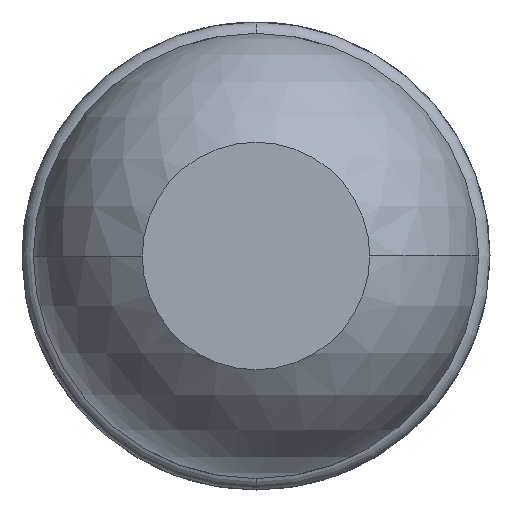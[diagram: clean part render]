
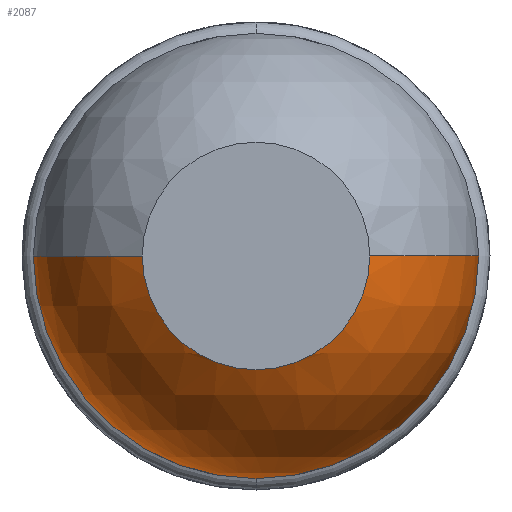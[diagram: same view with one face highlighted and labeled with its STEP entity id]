
A CAD part, front view. The second image highlights one B-rep face of the part: STEP entity #2087.
In plain terms, the highlighted spherical face has radius 0.685 mm.
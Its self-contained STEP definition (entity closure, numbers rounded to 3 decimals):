
#42 = CIRCLE ( 'NONE', #1296, 0.685 ) ;
#57 = EDGE_CURVE ( 'NONE', #3179, #3349, #42, .T. ) ;
#367 = CIRCLE ( 'NONE', #1272, 0.685 ) ;
#401 = CARTESIAN_POINT ( 'NONE',  ( 0., -26.411, 0. ) ) ;
#443 = CARTESIAN_POINT ( 'NONE',  ( 0., -26.411, 0. ) ) ;
#661 = ORIENTED_EDGE ( 'NONE', *, *, #57, .F. ) ;
#702 = AXIS2_PLACEMENT_3D ( 'NONE', #2147, #1723, #3354 ) ;
#741 = DIRECTION ( 'NONE',  ( 0., 0., -1. ) ) ;
#788 = AXIS2_PLACEMENT_3D ( 'NONE', #3154, #1556, #4741 ) ;
#879 = EDGE_CURVE ( 'NONE', #4495, #2429, #1022, .T. ) ;
#943 = CIRCLE ( 'NONE', #788, 0.685 ) ;
#1022 = CIRCLE ( 'NONE', #3778, 0.35 ) ;
#1272 = AXIS2_PLACEMENT_3D ( 'NONE', #443, #3243, #4771 ) ;
#1287 = ORIENTED_EDGE ( 'NONE', *, *, #4504, .F. ) ;
#1296 = AXIS2_PLACEMENT_3D ( 'NONE', #401, #3115, #2389 ) ;
#1534 = AXIS2_PLACEMENT_3D ( 'NONE', #3592, #741, #4707 ) ;
#1546 = SPHERICAL_SURFACE ( 'NONE', #1534, 0.685 ) ;
#1549 = CARTESIAN_POINT ( 'NONE',  ( 0.35, -27., 0. ) ) ;
#1556 = DIRECTION ( 'NONE',  ( 0., 1., 0. ) ) ;
#1685 = CIRCLE ( 'NONE', #2372, 0.35 ) ;
#1723 = DIRECTION ( 'NONE',  ( 0., 0., -1. ) ) ;
#1893 = CARTESIAN_POINT ( 'NONE',  ( 0., -27., 0. ) ) ;
#2051 = ORIENTED_EDGE ( 'NONE', *, *, #3155, .F. ) ;
#2069 = CARTESIAN_POINT ( 'NONE',  ( -0.685, -26.411, 0. ) ) ;
#2087 = ADVANCED_FACE ( 'Defeature ausgef�hrt1_32', ( #2283 ), #1546, .T. ) ;
#2147 = CARTESIAN_POINT ( 'NONE',  ( 0., -26.411, 0. ) ) ;
#2201 = CIRCLE ( 'NONE', #702, 0.685 ) ;
#2283 = FACE_OUTER_BOUND ( 'NONE', #2388, .T. ) ;
#2372 = AXIS2_PLACEMENT_3D ( 'NONE', #1893, #5066, #4344 ) ;
#2388 = EDGE_LOOP ( 'NONE', ( #2470, #3132, #1287, #4168, #661, #2051 ) ) ;
#2389 = DIRECTION ( 'NONE',  ( 1., 0., 0. ) ) ;
#2391 = VERTEX_POINT ( 'NONE', #4129 ) ;
#2429 = VERTEX_POINT ( 'NONE', #2720 ) ;
#2470 = ORIENTED_EDGE ( 'NONE', *, *, #879, .F. ) ;
#2720 = CARTESIAN_POINT ( 'NONE',  ( 0., -27., -0.35 ) ) ;
#3115 = DIRECTION ( 'NONE',  ( 0., 0., 1. ) ) ;
#3132 = ORIENTED_EDGE ( 'NONE', *, *, #4643, .T. ) ;
#3154 = CARTESIAN_POINT ( 'NONE',  ( 0., -26.411, 0. ) ) ;
#3155 = EDGE_CURVE ( 'NONE', #2429, #3179, #1685, .T. ) ;
#3179 = VERTEX_POINT ( 'NONE', #1549 ) ;
#3243 = DIRECTION ( 'NONE',  ( 0., 1., 0. ) ) ;
#3319 = CARTESIAN_POINT ( 'NONE',  ( 0., -27., 0. ) ) ;
#3349 = VERTEX_POINT ( 'NONE', #4915 ) ;
#3354 = DIRECTION ( 'NONE',  ( -1., 0., 0. ) ) ;
#3592 = CARTESIAN_POINT ( 'NONE',  ( 0., -26.411, 0. ) ) ;
#3778 = AXIS2_PLACEMENT_3D ( 'NONE', #3319, #4178, #4123 ) ;
#4123 = DIRECTION ( 'NONE',  ( 0., 0., -1. ) ) ;
#4129 = CARTESIAN_POINT ( 'NONE',  ( 0., -26.411, -0.685 ) ) ;
#4168 = ORIENTED_EDGE ( 'NONE', *, *, #4240, .F. ) ;
#4178 = DIRECTION ( 'NONE',  ( 0., -1., 0. ) ) ;
#4240 = EDGE_CURVE ( 'NONE', #3349, #2391, #367, .T. ) ;
#4344 = DIRECTION ( 'NONE',  ( 0., 0., -1. ) ) ;
#4495 = VERTEX_POINT ( 'NONE', #5127 ) ;
#4504 = EDGE_CURVE ( 'NONE', #2391, #4971, #943, .T. ) ;
#4643 = EDGE_CURVE ( 'NONE', #4495, #4971, #2201, .T. ) ;
#4707 = DIRECTION ( 'NONE',  ( 1., 0., 0. ) ) ;
#4741 = DIRECTION ( 'NONE',  ( 0., 0., 1. ) ) ;
#4771 = DIRECTION ( 'NONE',  ( 0., 0., 1. ) ) ;
#4915 = CARTESIAN_POINT ( 'NONE',  ( 0.685, -26.411, 0. ) ) ;
#4971 = VERTEX_POINT ( 'NONE', #2069 ) ;
#5066 = DIRECTION ( 'NONE',  ( 0., -1., 0. ) ) ;
#5127 = CARTESIAN_POINT ( 'NONE',  ( -0.35, -27., 0. ) ) ;
